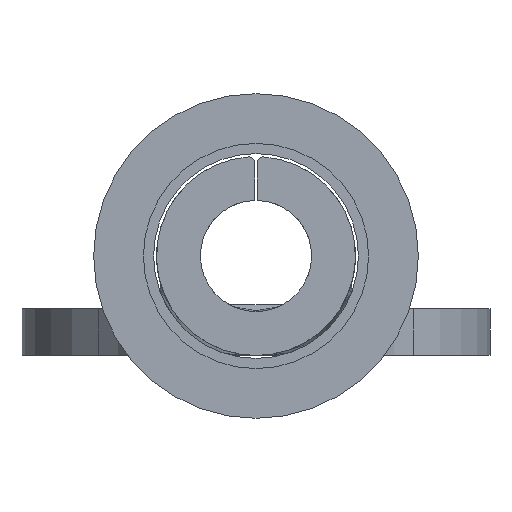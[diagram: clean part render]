
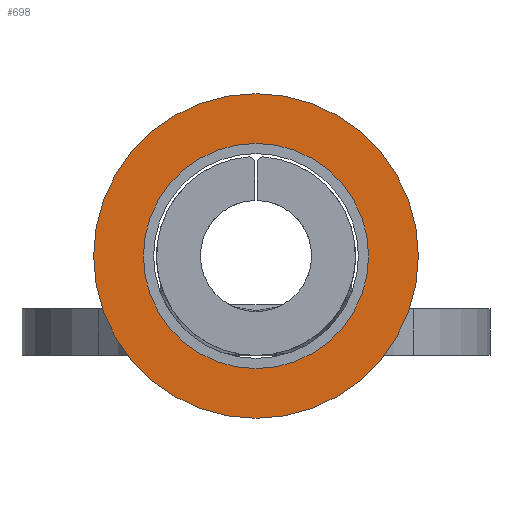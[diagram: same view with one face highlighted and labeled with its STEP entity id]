
A CAD part, front view. The second image highlights one B-rep face of the part: STEP entity #698.
In plain terms, the highlighted planar face has unit normal (0, -1, 0).
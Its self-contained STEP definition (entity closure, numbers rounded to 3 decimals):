
#8 = CARTESIAN_POINT ( 'NONE',  ( 0., -18.2, -1.475 ) ) ;
#20 = CIRCLE ( 'NONE', #1094, 1.925 ) ;
#52 = EDGE_CURVE ( 'NONE', #740, #1146, #376, .T. ) ;
#85 = DIRECTION ( 'NONE',  ( 0., 0., 1. ) ) ;
#115 = AXIS2_PLACEMENT_3D ( 'NONE', #1579, #790, #416 ) ;
#144 = VERTEX_POINT ( 'NONE', #8 ) ;
#166 = DIRECTION ( 'NONE',  ( 0., 0., -1. ) ) ;
#255 = AXIS2_PLACEMENT_3D ( 'NONE', #283, #540, #166 ) ;
#283 = CARTESIAN_POINT ( 'NONE',  ( -2.775, -18.2, 1.3 ) ) ;
#285 = DIRECTION ( 'NONE',  ( 0., 0., 1. ) ) ;
#309 = FACE_OUTER_BOUND ( 'NONE', #555, .T. ) ;
#365 = ORIENTED_EDGE ( 'NONE', *, *, #480, .F. ) ;
#376 = CIRCLE ( 'NONE', #507, 1.925 ) ;
#416 = DIRECTION ( 'NONE',  ( 0., 0., 1. ) ) ;
#437 = CIRCLE ( 'NONE', #115, 2.775 ) ;
#474 = VERTEX_POINT ( 'NONE', #1434 ) ;
#480 = EDGE_CURVE ( 'NONE', #144, #474, #437, .T. ) ;
#507 = AXIS2_PLACEMENT_3D ( 'NONE', #1278, #1269, #768 ) ;
#540 = DIRECTION ( 'NONE',  ( 0., -1., 0. ) ) ;
#555 = EDGE_LOOP ( 'NONE', ( #1458, #365 ) ) ;
#698 = ADVANCED_FACE ( 'NONE', ( #1511, #309 ), #1592, .T. ) ;
#740 = VERTEX_POINT ( 'NONE', #1453 ) ;
#768 = DIRECTION ( 'NONE',  ( 0., 0., 1. ) ) ;
#790 = DIRECTION ( 'NONE',  ( 0., 1., 0. ) ) ;
#863 = DIRECTION ( 'NONE',  ( 0., 1., 0. ) ) ;
#1003 = EDGE_LOOP ( 'NONE', ( #1578, #1474 ) ) ;
#1054 = CARTESIAN_POINT ( 'NONE',  ( 0., -18.2, 3.225 ) ) ;
#1094 = AXIS2_PLACEMENT_3D ( 'NONE', #1324, #863, #285 ) ;
#1097 = EDGE_CURVE ( 'NONE', #1146, #740, #20, .T. ) ;
#1146 = VERTEX_POINT ( 'NONE', #1054 ) ;
#1214 = CARTESIAN_POINT ( 'NONE',  ( 0., -18.2, 1.3 ) ) ;
#1222 = EDGE_CURVE ( 'NONE', #474, #144, #1319, .T. ) ;
#1269 = DIRECTION ( 'NONE',  ( 0., 1., 0. ) ) ;
#1271 = AXIS2_PLACEMENT_3D ( 'NONE', #1214, #1477, #85 ) ;
#1278 = CARTESIAN_POINT ( 'NONE',  ( 0., -18.2, 1.3 ) ) ;
#1319 = CIRCLE ( 'NONE', #1271, 2.775 ) ;
#1324 = CARTESIAN_POINT ( 'NONE',  ( 0., -18.2, 1.3 ) ) ;
#1434 = CARTESIAN_POINT ( 'NONE',  ( 0., -18.2, 4.075 ) ) ;
#1453 = CARTESIAN_POINT ( 'NONE',  ( 0., -18.2, -0.625 ) ) ;
#1458 = ORIENTED_EDGE ( 'NONE', *, *, #1222, .F. ) ;
#1474 = ORIENTED_EDGE ( 'NONE', *, *, #52, .T. ) ;
#1477 = DIRECTION ( 'NONE',  ( 0., 1., 0. ) ) ;
#1511 = FACE_BOUND ( 'NONE', #1003, .T. ) ;
#1578 = ORIENTED_EDGE ( 'NONE', *, *, #1097, .T. ) ;
#1579 = CARTESIAN_POINT ( 'NONE',  ( 0., -18.2, 1.3 ) ) ;
#1592 = PLANE ( 'NONE',  #255 ) ;
